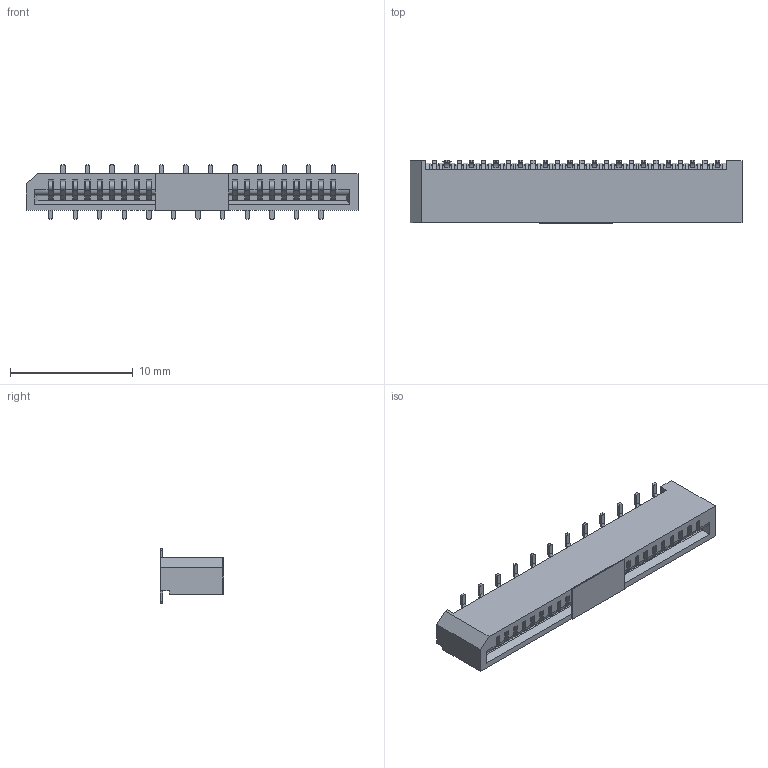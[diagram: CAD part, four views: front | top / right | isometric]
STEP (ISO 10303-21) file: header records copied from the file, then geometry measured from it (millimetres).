
FILE_DESCRIPTION(/* description */ ('Unknown'),/* implementation_level */ '2;1');
FILE_NAME(/* name */ '686124188822',/* time_stamp */ '2019-06-18T17:54:51+02:00',/* author */ ('Unknown'),/* organization */ ('Unknown'),/* preprocessor_version */ 'ST-DEVELOPER v16.7',/* originating_system */ 'DEX',/* authorisation */ $);
FILE_SCHEMA (('AP242_MANAGED_MODEL_BASED_3D_ENGINEERING_MIM_LF { 1 0 10303 442 1 1 4 }','AUTOMOTIVE_DESIGN {1 0 10303 214 3 1 1}'));
Length unit declared in the file: millimetre
Products named in the file (5): 6861xx188822; 686124188822; 6861xx188822_Pin1; 6861xx188822_Pin2; 6861xx188822_Mylar2
Assembly tree (26 placements, depth 2):
  6861xx188822
    686124188822
    6861xx188822_Pin1  x12
    6861xx188822_Pin2  x12
    6861xx188822_Mylar2
Bounding box: 27 x 5.2 x 4.4 mm (x, y, z)
Volume: 291.4 mm3; surface area: 1227.2 mm2
Topology: 26 solids, 26 shells, 1808 faces, 5357 edges, 3554 vertices
Faces by surface type: plane 1351, cylinder 457
Entity records: 21818 total; most frequent: ORIENTED_EDGE 3938, CARTESIAN_POINT 3926, DIRECTION 3389, EDGE_CURVE 1969, LINE 1843, VECTOR 1843, VERTEX_POINT 1310, AXIS2_PLACEMENT_3D 773
